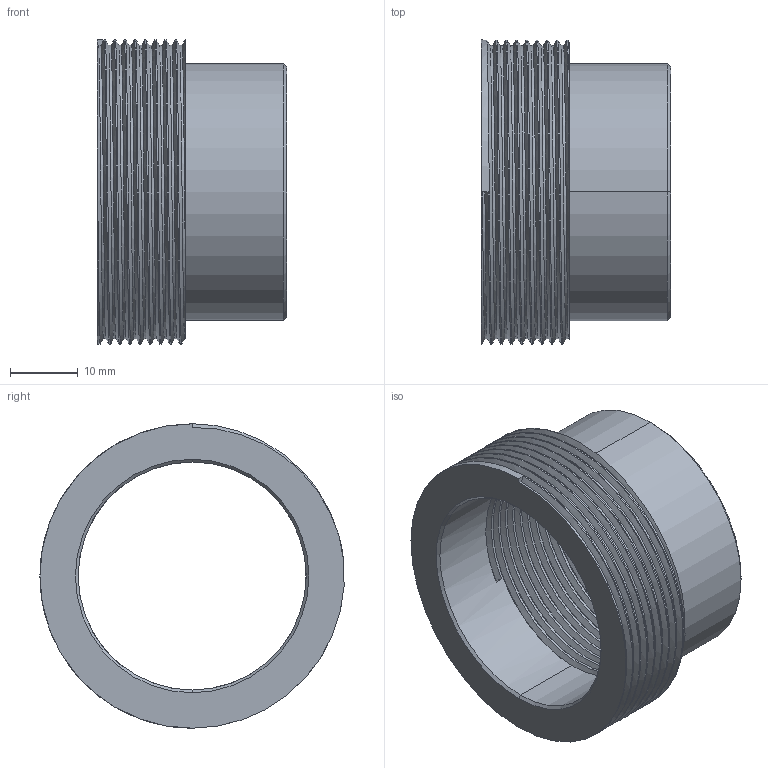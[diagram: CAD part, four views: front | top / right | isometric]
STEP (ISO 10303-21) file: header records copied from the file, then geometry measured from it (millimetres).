
FILE_DESCRIPTION (( 'STEP AP203' ), '1' );
FILE_NAME ('LR-131-G 1_17106850.STEP', '2024-09-03T10:18:00', ( '' ), ( '' ), 'SwSTEP 2.0', 'SolidWorks 2024', '' );
FILE_SCHEMA (( 'CONFIG_CONTROL_DESIGN' ));
Length unit declared in the file: millimetre
Products named in the file (1): LR-131-G 1_17106850
Bounding box: 28 x 44.95 x 45 mm (x, y, z)
Volume: 11203.1 mm3; surface area: 10106.9 mm2
Topology: 1 solids, 1 shells, 59 faces, 164 edges, 108 vertices
Faces by surface type: cylinder 44, bspline 6, plane 5, cone 4
Entity records: 5388 total; most frequent: CARTESIAN_POINT 4089, ORIENTED_EDGE 328, DIRECTION 187, EDGE_CURVE 164, VERTEX_POINT 108, AXIS2_PLACEMENT_3D 67, EDGE_LOOP 62, FACE_OUTER_BOUND 59
